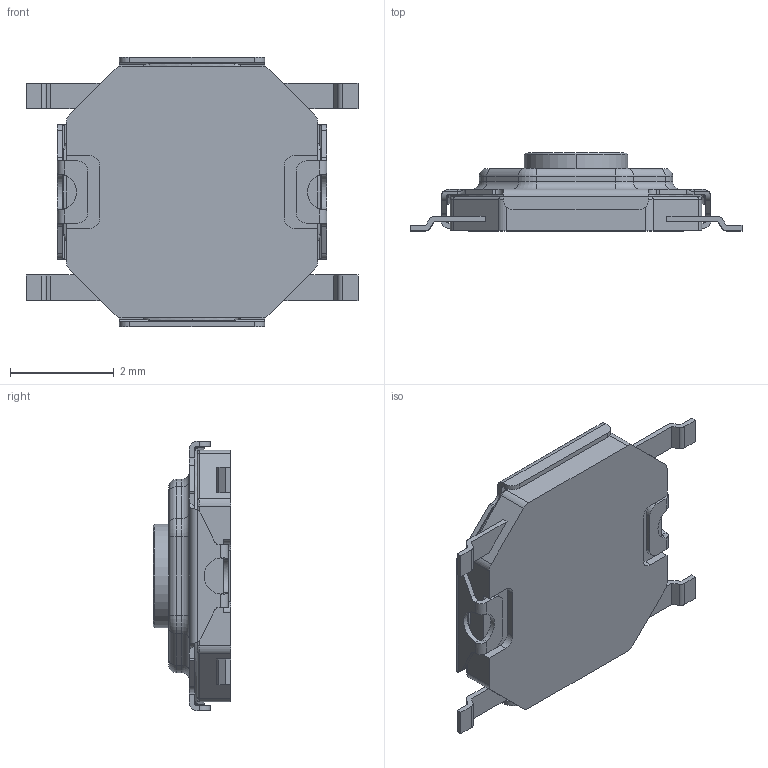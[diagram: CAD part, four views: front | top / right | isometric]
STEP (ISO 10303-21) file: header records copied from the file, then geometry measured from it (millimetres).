
FILE_DESCRIPTION(('STEP AP242'),'1');
FILE_NAME('skqgabe010.stp','2020-12-17T11:41:22',('TraceParts'),('TraceParts S.A.'),'Spatial InterOp 3D',' ',' ');
FILE_SCHEMA(('AP242_MANAGED_MODEL_BASED_3D_ENGINEERING_MIM_LF {1 0 10303 442 1 1 4}'));
Length unit declared in the file: millimetre
Products named in the file (1): skqgabe010
Bounding box: 6.4 x 1.5 x 5.2 mm (x, y, z)
Volume: 23.5 mm3; surface area: 82.9 mm2
Topology: 1 solids, 1 shells, 309 faces, 814 edges, 498 vertices
Faces by surface type: cylinder 134, plane 133, torus 24, bspline 16, cone 2
Entity records: 12255 total; most frequent: CARTESIAN_POINT 2106, ORIENTED_EDGE 1628, DIRECTION 1620, EDGE_CURVE 814, AXIS2_PLACEMENT_3D 588, VERTEX_POINT 498, LINE 444, VECTOR 444
